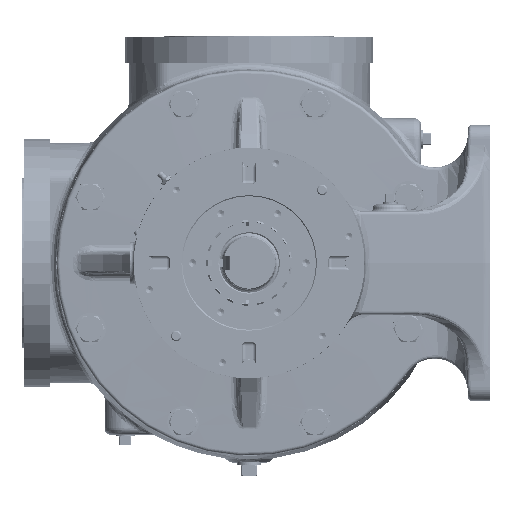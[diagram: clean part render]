
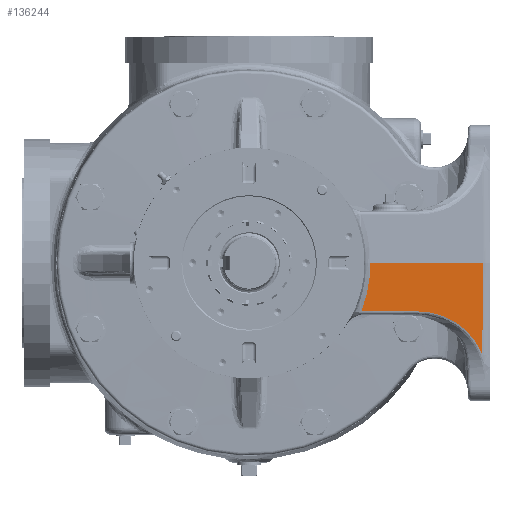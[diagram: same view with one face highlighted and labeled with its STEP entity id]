
A CAD part, left-side view. The second image highlights one B-rep face of the part: STEP entity #136244.
In plain terms, the highlighted planar face has unit normal (-0.707, -0.707, -0.035).
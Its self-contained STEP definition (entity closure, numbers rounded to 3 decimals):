
#8517 = AXIS2_PLACEMENT_3D ( 'NONE', #198102, #30861, #115346 ) ;
#10897 = EDGE_CURVE ( 'NONE', #35673, #41110, #124469, .T. ) ;
#15577 = LINE ( 'NONE', #66751, #35994 ) ;
#15606 = CARTESIAN_POINT ( 'NONE',  ( -218.031, -222.25, 0. ) ) ;
#15878 = VERTEX_POINT ( 'NONE', #88237 ) ;
#16123 = CARTESIAN_POINT ( 'NONE',  ( -254.816, -183.258, -44.683 ) ) ;
#17389 = VECTOR ( 'NONE', #43793, 1000. ) ;
#30861 = DIRECTION ( 'NONE',  ( -0.707, -0.707, -0.035 ) ) ;
#31250 = ORIENTED_EDGE ( 'NONE', *, *, #10897, .T. ) ;
#33839 = LINE ( 'NONE', #15606, #17389 ) ;
#35673 = VERTEX_POINT ( 'NONE', #124649 ) ;
#35994 = VECTOR ( 'NONE', #177590, 1000. ) ;
#37549 = CARTESIAN_POINT ( 'NONE',  ( -224.052, -216.228, 0. ) ) ;
#41110 = VERTEX_POINT ( 'NONE', #207107 ) ;
#43793 = DIRECTION ( 'NONE',  ( 0.707, -0.707, 0. ) ) ;
#59074 = PLANE ( 'NONE',  #8517 ) ;
#61649 = CARTESIAN_POINT ( 'NONE',  ( -334.541, -103.533, -44.683 ) ) ;
#66751 = CARTESIAN_POINT ( 'NONE',  ( -224.05, -216.227, -0.076 ) ) ;
#88237 = CARTESIAN_POINT ( 'NONE',  ( -328.269, -112.012, 0. ) ) ;
#101031 = ORIENTED_EDGE ( 'NONE', *, *, #329299, .T. ) ;
#115346 = DIRECTION ( 'NONE',  ( 0.707, -0.707, 0. ) ) ;
#123541 = CARTESIAN_POINT ( 'NONE',  ( -231.967, -205.367, -59.68 ) ) ;
#124469 =( BOUNDED_CURVE ( )  B_SPLINE_CURVE ( 3, ( #257320, #16123, #123541, #174717 ),
 .UNSPECIFIED., .F., .F. ) 
 B_SPLINE_CURVE_WITH_KNOTS ( ( 4, 4 ),
 ( 1.62, 2.782 ),
 .UNSPECIFIED. ) 
 CURVE ( )  GEOMETRIC_REPRESENTATION_ITEM ( )  RATIONAL_B_SPLINE_CURVE ( ( 1., 0.891, 0.891, 1. ) ) 
 REPRESENTATION_ITEM ( '' )  );
#124649 = CARTESIAN_POINT ( 'NONE',  ( -282.147, -155.927, -44.683 ) ) ;
#136244 = ADVANCED_FACE ( 'Defeatured_0_3853', ( #302048 ), #59074, .T. ) ;
#141643 = EDGE_LOOP ( 'NONE', ( #31250, #101031, #209377, #155026, #325633 ) ) ;
#142428 = CARTESIAN_POINT ( 'NONE',  ( -327.593, -111.931, -15.329 ) ) ;
#155026 = ORIENTED_EDGE ( 'NONE', *, *, #208153, .T. ) ;
#174717 = CARTESIAN_POINT ( 'NONE',  ( -221.093, -215.002, -84.755 ) ) ;
#177590 = DIRECTION ( 'NONE',  ( -0.035, -0.014, 0.999 ) ) ;
#179121 = EDGE_CURVE ( 'NONE', #15878, #347365, #33839, .T. ) ;
#198102 = CARTESIAN_POINT ( 'NONE',  ( -218.031, -222.25, 0. ) ) ;
#207107 = CARTESIAN_POINT ( 'NONE',  ( -221.093, -215.002, -84.755 ) ) ;
#208153 = EDGE_CURVE ( 'NONE', #15878, #259869, #295762, .T. ) ;
#209377 = ORIENTED_EDGE ( 'NONE', *, *, #179121, .F. ) ;
#242851 = CARTESIAN_POINT ( 'NONE',  ( -329.707, -109.073, -30.39 ) ) ;
#253271 = EDGE_CURVE ( 'NONE', #259869, #35673, #281622, .T. ) ;
#255732 = VECTOR ( 'NONE', #348335, 1000. ) ;
#257320 = CARTESIAN_POINT ( 'NONE',  ( -282.147, -155.927, -44.683 ) ) ;
#259869 = VERTEX_POINT ( 'NONE', #61649 ) ;
#281622 = LINE ( 'NONE', #309885, #255732 ) ;
#295762 =( BOUNDED_CURVE ( )  B_SPLINE_CURVE ( 3, ( #297458, #142428, #242851, #329048 ),
 .UNSPECIFIED., .F., .T. ) 
 B_SPLINE_CURVE_WITH_KNOTS ( ( 4, 4 ),
 ( 3.098, 3.462 ),
 .UNSPECIFIED. ) 
 CURVE ( )  GEOMETRIC_REPRESENTATION_ITEM ( )  RATIONAL_B_SPLINE_CURVE ( ( 1., 0.989, 0.989, 1. ) ) 
 REPRESENTATION_ITEM ( '' )  );
#297458 = CARTESIAN_POINT ( 'NONE',  ( -328.269, -112.012, 0. ) ) ;
#302048 = FACE_OUTER_BOUND ( 'NONE', #141643, .T. ) ;
#309885 = CARTESIAN_POINT ( 'NONE',  ( -280.066, -158.008, -44.683 ) ) ;
#325633 = ORIENTED_EDGE ( 'NONE', *, *, #253271, .T. ) ;
#329048 = CARTESIAN_POINT ( 'NONE',  ( -334.541, -103.533, -44.683 ) ) ;
#329299 = EDGE_CURVE ( 'NONE', #41110, #347365, #15577, .T. ) ;
#347365 = VERTEX_POINT ( 'NONE', #37549 ) ;
#348335 = DIRECTION ( 'NONE',  ( 0.707, -0.707, 0. ) ) ;
